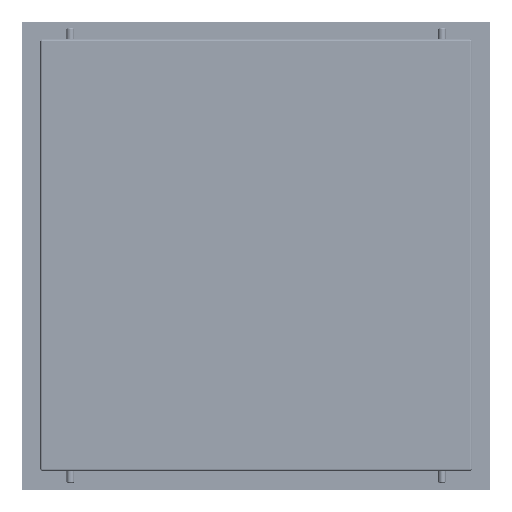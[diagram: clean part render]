
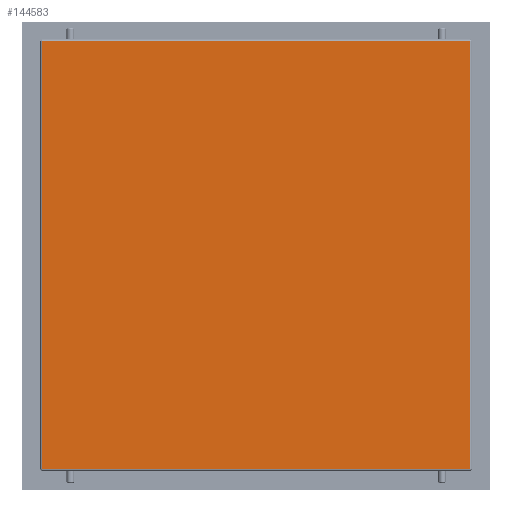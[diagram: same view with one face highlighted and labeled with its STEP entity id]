
A CAD part, front view. The second image highlights one B-rep face of the part: STEP entity #144583.
In plain terms, the highlighted planar face has unit normal (0, -1, 0).
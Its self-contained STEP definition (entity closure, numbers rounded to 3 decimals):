
#4830 = DIRECTION ( 'NONE',  ( 0., 0., -1. ) ) ;
#19326 = DIRECTION ( 'NONE',  ( 0., 0., 1. ) ) ;
#23210 = LINE ( 'NONE', #97929, #94014 ) ;
#27671 = LINE ( 'NONE', #102366, #52927 ) ;
#29356 = FACE_OUTER_BOUND ( 'NONE', #64873, .T. ) ;
#41220 = DIRECTION ( 'NONE',  ( 0., 0., 1. ) ) ;
#48542 = CARTESIAN_POINT ( 'NONE',  ( 2.947, 12.148, 4.065 ) ) ;
#52927 = VECTOR ( 'NONE', #41220, 1000. ) ;
#59462 = VERTEX_POINT ( 'NONE', #68241 ) ;
#62652 = CARTESIAN_POINT ( 'NONE',  ( 0.547, 12.148, 4.065 ) ) ;
#64873 = EDGE_LOOP ( 'NONE', ( #77401, #92754, #171734, #143726 ) ) ;
#67215 = DIRECTION ( 'NONE',  ( -1., 0., 0. ) ) ;
#68241 = CARTESIAN_POINT ( 'NONE',  ( 518.147, 12.148, 519.265 ) ) ;
#77401 = ORIENTED_EDGE ( 'NONE', *, *, #116909, .T. ) ;
#79628 = AXIS2_PLACEMENT_3D ( 'NONE', #163817, #238660, #19326 ) ;
#87634 = VERTEX_POINT ( 'NONE', #48542 ) ;
#92754 = ORIENTED_EDGE ( 'NONE', *, *, #154835, .T. ) ;
#94014 = VECTOR ( 'NONE', #4830, 1000. ) ;
#97929 = CARTESIAN_POINT ( 'NONE',  ( 2.947, 12.148, 521.665 ) ) ;
#99221 = LINE ( 'NONE', #178605, #219213 ) ;
#102366 = CARTESIAN_POINT ( 'NONE',  ( 518.147, 12.148, 521.665 ) ) ;
#116909 = EDGE_CURVE ( 'NONE', #117358, #59462, #27671, .T. ) ;
#117358 = VERTEX_POINT ( 'NONE', #171520 ) ;
#118551 = CARTESIAN_POINT ( 'NONE',  ( 2.947, 12.148, 519.265 ) ) ;
#136978 = VERTEX_POINT ( 'NONE', #118551 ) ;
#143726 = ORIENTED_EDGE ( 'NONE', *, *, #153933, .T. ) ;
#144583 = ADVANCED_FACE ( 'NONE', ( #29356 ), #199408, .F. ) ;
#153933 = EDGE_CURVE ( 'NONE', #87634, #117358, #155610, .T. ) ;
#154835 = EDGE_CURVE ( 'NONE', #59462, #136978, #99221, .T. ) ;
#155610 = LINE ( 'NONE', #62652, #159689 ) ;
#159689 = VECTOR ( 'NONE', #198211, 1000. ) ;
#163817 = CARTESIAN_POINT ( 'NONE',  ( 0.547, 12.148, 521.665 ) ) ;
#171520 = CARTESIAN_POINT ( 'NONE',  ( 518.147, 12.148, 4.065 ) ) ;
#171734 = ORIENTED_EDGE ( 'NONE', *, *, #202752, .T. ) ;
#178605 = CARTESIAN_POINT ( 'NONE',  ( 0.547, 12.148, 519.265 ) ) ;
#198211 = DIRECTION ( 'NONE',  ( 1., 0., 0. ) ) ;
#199408 = PLANE ( 'NONE',  #79628 ) ;
#202752 = EDGE_CURVE ( 'NONE', #136978, #87634, #23210, .T. ) ;
#219213 = VECTOR ( 'NONE', #67215, 1000. ) ;
#238660 = DIRECTION ( 'NONE',  ( 0., 1., 0. ) ) ;
